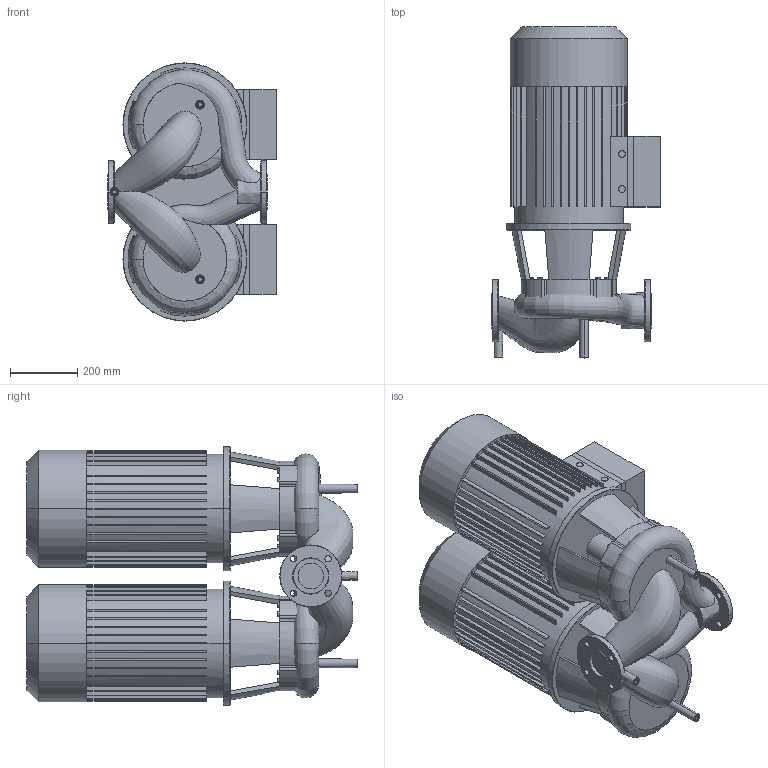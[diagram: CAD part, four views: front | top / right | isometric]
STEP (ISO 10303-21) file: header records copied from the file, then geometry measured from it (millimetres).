
FILE_DESCRIPTION((''),'2;1');
FILE_NAME('3d_DL65_220-22_2-2121049.stp','2016-05-24T12:40:18',(''),(''),'Mechanical Desktop 2009','Mechanical Desktop 2009',', , ');
FILE_SCHEMA(('CONFIG_CONTROL_DESIGN'));
Length unit declared in the file: millimetre
Products named in the file (1): Product
Bounding box: 502 x 987.5 x 769 mm (x, y, z)
Volume: 152941972.2 mm3; surface area: 4631310.5 mm2
Topology: 17 solids, 17 shells, 764 faces, 2083 edges, 1382 vertices
Faces by surface type: bspline 324, plane 250, cylinder 172, cone 14, torus 4
Entity records: 45869 total; most frequent: CARTESIAN_POINT 27099, ORIENTED_EDGE 4162, DIRECTION 3477, EDGE_CURVE 2081, VERTEX_POINT 1381, VECTOR 1171, LINE 1171, AXIS2_PLACEMENT_3D 1153
